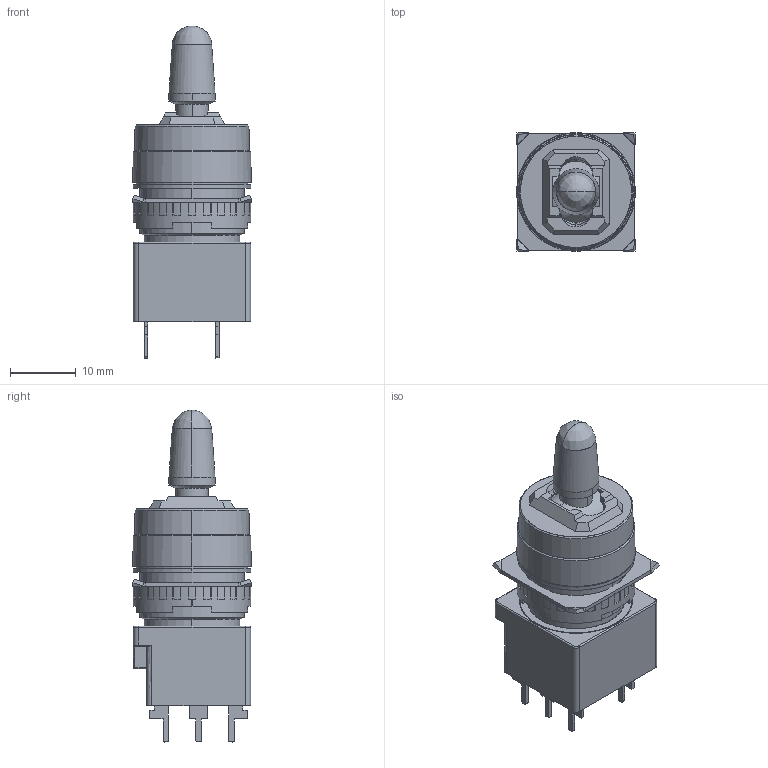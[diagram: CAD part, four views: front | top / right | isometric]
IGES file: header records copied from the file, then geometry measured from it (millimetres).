
Start section: SolidWorks IGES file using analytic representation for surfaces
Global section: file name: 105_LB1T-[2][3](3)TxV.IGS; native system: SolidWorks 2019; preprocessor: SolidWorks 2019; author: 1003660; date: 200925.100007; units: millimetre
Bounding box: 18.07 x 18.07 x 50.4 mm (x, y, z)
Surface area: 4691.3 mm2 (no closed solid volume)
Topology: 0 solids, 0 shells, 429 faces, 3498 edges, 3490 vertices
Faces by surface type: bspline 288, revolution 141
